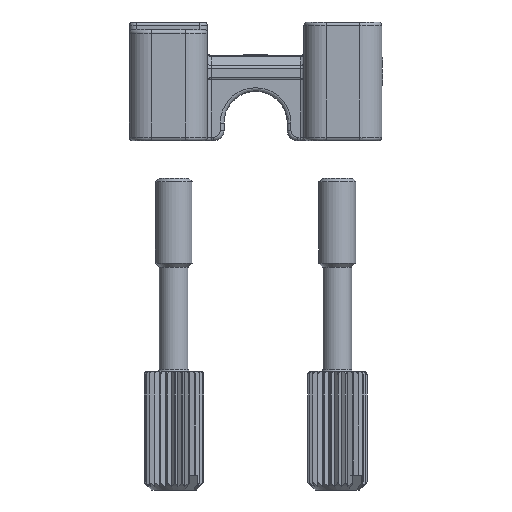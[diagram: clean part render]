
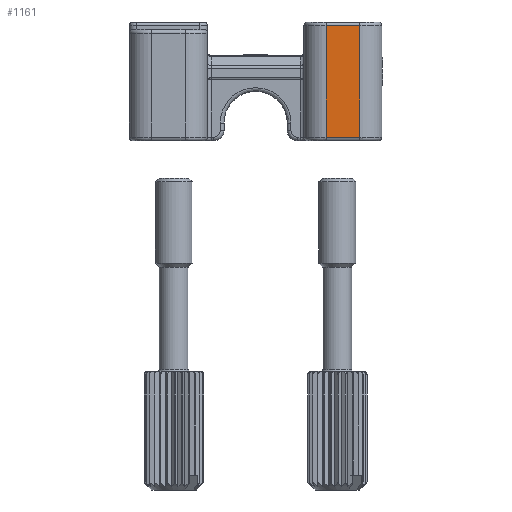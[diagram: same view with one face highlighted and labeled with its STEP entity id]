
A CAD part, left-side view. The second image highlights one B-rep face of the part: STEP entity #1161.
In plain terms, the highlighted planar face has unit normal (-1, 0, 0).
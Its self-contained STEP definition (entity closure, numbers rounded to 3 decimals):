
#1161=ADVANCED_FACE('',(#2278),#1869,.T.);
#1869=PLANE('',#15484);
#2278=FACE_OUTER_BOUND('',#3075,.T.);
#3075=EDGE_LOOP('',(#4857,#4858,#4859,#4860));
#4857=ORIENTED_EDGE('',*,*,#9594,.T.);
#4858=ORIENTED_EDGE('',*,*,#9588,.T.);
#4859=ORIENTED_EDGE('',*,*,#9595,.T.);
#4860=ORIENTED_EDGE('',*,*,#9596,.T.);
#8161=VERTEX_POINT('',#23454);
#8164=VERTEX_POINT('',#23459);
#8168=VERTEX_POINT('',#23494);
#8169=VERTEX_POINT('',#23499);
#9588=EDGE_CURVE('',#8161,#8164,#12904,.T.);
#9594=EDGE_CURVE('',#8168,#8161,#12906,.T.);
#9595=EDGE_CURVE('',#8164,#8169,#12907,.T.);
#9596=EDGE_CURVE('',#8169,#8168,#12908,.T.);
#12904=LINE('',#23460,#13811);
#12906=LINE('',#23496,#13813);
#12907=LINE('',#23498,#13814);
#12908=LINE('',#23500,#13815);
#13811=VECTOR('',#17629,1.);
#13813=VECTOR('',#17641,1.);
#13814=VECTOR('',#17644,1.);
#13815=VECTOR('',#17645,1.);
#15484=AXIS2_PLACEMENT_3D('',#23501,#17646,#17647);
#17629=DIRECTION('',(0.,0.,-1.));
#17641=DIRECTION('',(0.,1.,0.));
#17644=DIRECTION('',(0.,-1.,0.));
#17645=DIRECTION('',(0.,0.,1.));
#17646=DIRECTION('',(-1.,0.,0.));
#17647=DIRECTION('',(0.,-1.,0.));
#23454=CARTESIAN_POINT('',(-54.25,-9.5,9.));
#23459=CARTESIAN_POINT('',(-54.25,-9.5,-6.));
#23460=CARTESIAN_POINT('',(-54.25,-9.5,9.));
#23494=CARTESIAN_POINT('',(-54.25,-14.,9.));
#23496=CARTESIAN_POINT('',(-54.25,-14.,9.));
#23498=CARTESIAN_POINT('',(-54.25,-9.5,-6.));
#23499=CARTESIAN_POINT('',(-54.25,-14.,-6.));
#23500=CARTESIAN_POINT('',(-54.25,-14.,-6.));
#23501=CARTESIAN_POINT('',(-54.25,-9.5,-6.5));
